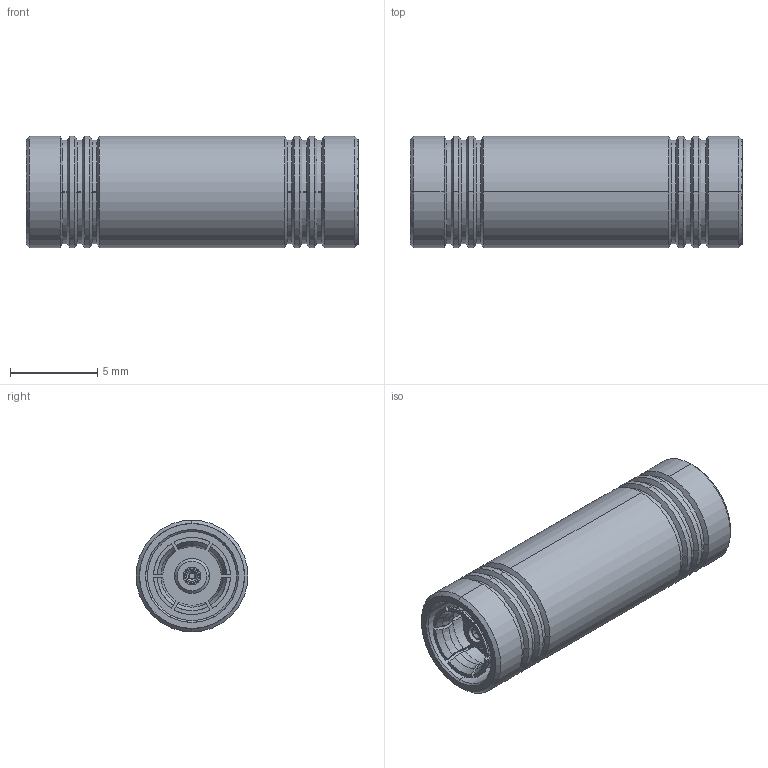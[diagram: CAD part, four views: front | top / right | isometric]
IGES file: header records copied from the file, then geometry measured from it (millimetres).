
Start section: SolidWorks IGES file using analytic representation for surfaces
Global section: file name: 2HR114.704.000B.IGS; native system: SolidWorks 2006 by SolidWorks Corporation; preprocessor: SolidWorks 2006 by SolidWorks Corporation; author: julia_z; date: 080403.103129; units: millimetre
Bounding box: 19 x 6.4 x 6.4 mm (x, y, z)
Surface area: 680.8 mm2 (no closed solid volume)
Topology: 0 solids, 0 shells, 284 faces, 2016 edges, 2016 vertices
Faces by surface type: revolution 200, bspline 84
